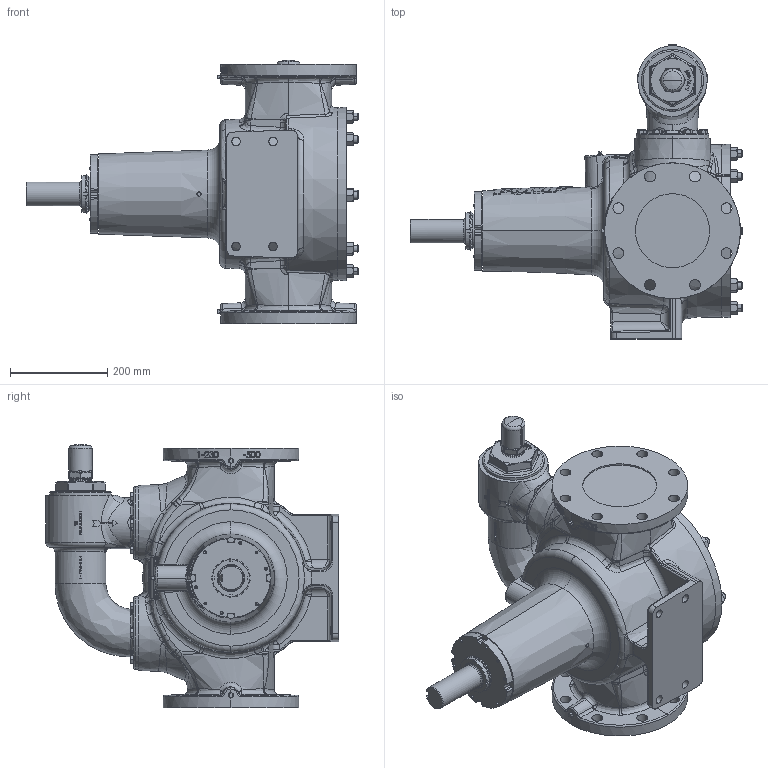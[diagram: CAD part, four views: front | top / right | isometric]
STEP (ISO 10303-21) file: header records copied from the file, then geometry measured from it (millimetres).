
FILE_DESCRIPTION (( 'STEP AP214' ), '1' );
FILE_NAME ('Q4195.STEP', '2017-02-20T22:20:41', ( '' ), ( '' ), 'SwSTEP 2.0', 'SolidWorks 2016', '' );
FILE_SCHEMA (( 'AUTOMOTIVE_DESIGN' ));
Length unit declared in the file: inch
Products named in the file (1): Q4195
Bounding box: 683.11 x 604.77 x 541.65 mm (x, y, z)
Volume: 44865622.3 mm3; surface area: 1282955 mm2
Topology: 1 solids, 1 shells, 2807 faces, 7066 edges, 4309 vertices
Faces by surface type: plane 931, bspline 926, cylinder 412, cone 388, torus 115, sphere 35
Entity records: 152112 total; most frequent: CARTESIAN_POINT 81255, ORIENTED_EDGE 13900, DIRECTION 9616, EDGE_CURVE 6950, VERTEX_POINT 4305, AXIS2_PLACEMENT_3D 3667, EDGE_LOOP 3011, FACE_OUTER_BOUND 2807
